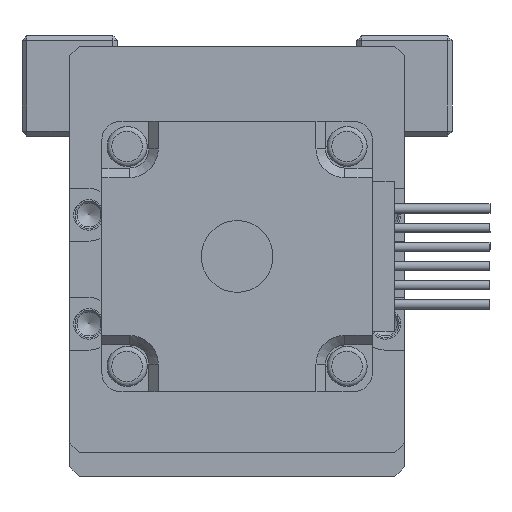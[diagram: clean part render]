
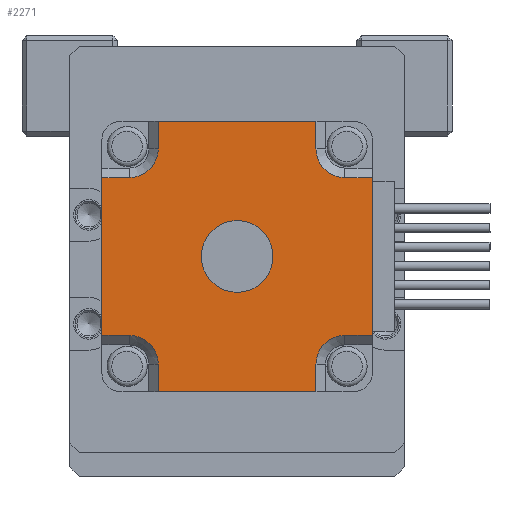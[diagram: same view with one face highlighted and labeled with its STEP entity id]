
A CAD part, left-side view. The second image highlights one B-rep face of the part: STEP entity #2271.
In plain terms, the highlighted face is planar.
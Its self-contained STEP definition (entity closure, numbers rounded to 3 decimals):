
#2271 = ADVANCED_FACE( '', ( #4897, #4898 ), #4899, .T. );
#4897 = FACE_OUTER_BOUND( '', #7653, .T. );
#4898 = FACE_BOUND( '', #7654, .T. );
#4899 = PLANE( '', #7655 );
#7653 = EDGE_LOOP( '', ( #12930, #12931, #12932, #12933, #12934, #12935, #12936, #12937, #12938, #12939, #12940, #12941, #12942, #12943, #12944, #12945 ) );
#7654 = EDGE_LOOP( '', ( #12946 ) );
#7655 = AXIS2_PLACEMENT_3D( '', #12947, #12948, #12949 );
#12930 = ORIENTED_EDGE( '', *, *, #15204, .F. );
#12931 = ORIENTED_EDGE( '', *, *, #16099, .T. );
#12932 = ORIENTED_EDGE( '', *, *, #16100, .F. );
#12933 = ORIENTED_EDGE( '', *, *, #14918, .F. );
#12934 = ORIENTED_EDGE( '', *, *, #15009, .F. );
#12935 = ORIENTED_EDGE( '', *, *, #15344, .T. );
#12936 = ORIENTED_EDGE( '', *, *, #15390, .F. );
#12937 = ORIENTED_EDGE( '', *, *, #15885, .F. );
#12938 = ORIENTED_EDGE( '', *, *, #16101, .F. );
#12939 = ORIENTED_EDGE( '', *, *, #15989, .T. );
#12940 = ORIENTED_EDGE( '', *, *, #15594, .F. );
#12941 = ORIENTED_EDGE( '', *, *, #15847, .F. );
#12942 = ORIENTED_EDGE( '', *, *, #15791, .F. );
#12943 = ORIENTED_EDGE( '', *, *, #15636, .T. );
#12944 = ORIENTED_EDGE( '', *, *, #16102, .F. );
#12945 = ORIENTED_EDGE( '', *, *, #14412, .F. );
#12946 = ORIENTED_EDGE( '', *, *, #15680, .T. );
#12947 = CARTESIAN_POINT( '', ( 0., -50., 0. ) );
#12948 = DIRECTION( '', ( 0., -1., 0. ) );
#12949 = DIRECTION( '', ( 0., 0., -1. ) );
#14412 = EDGE_CURVE( '', #16942, #16944, #16945, .T. );
#14918 = EDGE_CURVE( '', #17749, #17751, #17752, .T. );
#15009 = EDGE_CURVE( '', #17896, #17749, #17898, .T. );
#15204 = EDGE_CURVE( '', #18189, #16942, #18191, .T. );
#15344 = EDGE_CURVE( '', #17896, #18390, #18392, .T. );
#15390 = EDGE_CURVE( '', #18448, #18390, #18450, .T. );
#15594 = EDGE_CURVE( '', #18735, #18733, #18737, .T. );
#15636 = EDGE_CURVE( '', #18793, #18791, #18794, .T. );
#15680 = EDGE_CURVE( '', #18855, #18855, #18856, .T. );
#15791 = EDGE_CURVE( '', #18793, #19006, #19007, .T. );
#15847 = EDGE_CURVE( '', #19006, #18735, #19078, .T. );
#15885 = EDGE_CURVE( '', #19126, #18448, #19128, .T. );
#15989 = EDGE_CURVE( '', #19262, #18733, #19263, .T. );
#16099 = EDGE_CURVE( '', #18189, #19391, #19392, .T. );
#16100 = EDGE_CURVE( '', #17751, #19391, #19393, .T. );
#16101 = EDGE_CURVE( '', #19262, #19126, #19394, .T. );
#16102 = EDGE_CURVE( '', #16944, #18791, #19395, .T. );
#16942 = VERTEX_POINT( '', #20342 );
#16944 = VERTEX_POINT( '', #20345 );
#16945 = CIRCLE( '', #20346, 3. );
#17749 = VERTEX_POINT( '', #21388 );
#17751 = VERTEX_POINT( '', #21391 );
#17752 = CIRCLE( '', #21392, 3. );
#17896 = VERTEX_POINT( '', #21576 );
#17898 = LINE( '', #21579, #21580 );
#18189 = VERTEX_POINT( '', #21951 );
#18191 = LINE( '', #21954, #21955 );
#18390 = VERTEX_POINT( '', #22208 );
#18392 = LINE( '', #22211, #22212 );
#18448 = VERTEX_POINT( '', #22289 );
#18450 = LINE( '', #22292, #22293 );
#18733 = VERTEX_POINT( '', #22649 );
#18735 = VERTEX_POINT( '', #22652 );
#18737 = LINE( '', #22655, #22656 );
#18791 = VERTEX_POINT( '', #22723 );
#18793 = VERTEX_POINT( '', #22726 );
#18794 = LINE( '', #22727, #22728 );
#18855 = VERTEX_POINT( '', #22802 );
#18856 = CIRCLE( '', #22803, 3.75 );
#19006 = VERTEX_POINT( '', #23000 );
#19007 = LINE( '', #23001, #23002 );
#19078 = CIRCLE( '', #23089, 3. );
#19126 = VERTEX_POINT( '', #23152 );
#19128 = CIRCLE( '', #23155, 3. );
#19262 = VERTEX_POINT( '', #23312 );
#19263 = LINE( '', #23313, #23314 );
#19391 = VERTEX_POINT( '', #23470 );
#19392 = LINE( '', #23471, #23472 );
#19393 = LINE( '', #23473, #23474 );
#19394 = LINE( '', #23475, #23476 );
#19395 = LINE( '', #23477, #23478 );
#20342 = CARTESIAN_POINT( '', ( -11.25, -50., 8.25 ) );
#20345 = CARTESIAN_POINT( '', ( -8.25, -50., 11.25 ) );
#20346 = AXIS2_PLACEMENT_3D( '', #24238, #24239, #24240 );
#21388 = CARTESIAN_POINT( '', ( -8.25, -50., -11.25 ) );
#21391 = CARTESIAN_POINT( '', ( -11.25, -50., -8.25 ) );
#21392 = AXIS2_PLACEMENT_3D( '', #24876, #24877, #24878 );
#21576 = CARTESIAN_POINT( '', ( -8.25, -50., -14.15 ) );
#21579 = CARTESIAN_POINT( '', ( -8.25, -50., -5.625 ) );
#21580 = VECTOR( '', #24995, 1000. );
#21951 = CARTESIAN_POINT( '', ( -14.15, -50., 8.25 ) );
#21954 = CARTESIAN_POINT( '', ( -5.625, -50., 8.25 ) );
#21955 = VECTOR( '', #25245, 1000. );
#22208 = CARTESIAN_POINT( '', ( 8.25, -50., -14.15 ) );
#22211 = CARTESIAN_POINT( '', ( 12.15, -50., -14.15 ) );
#22212 = VECTOR( '', #25415, 1000. );
#22289 = CARTESIAN_POINT( '', ( 8.25, -50., -11.25 ) );
#22292 = CARTESIAN_POINT( '', ( 8.25, -50., -9.064 ) );
#22293 = VECTOR( '', #25459, 1000. );
#22649 = CARTESIAN_POINT( '', ( 14.15, -50., 8.25 ) );
#22652 = CARTESIAN_POINT( '', ( 11.25, -50., 8.25 ) );
#22655 = CARTESIAN_POINT( '', ( 9.064, -50., 8.25 ) );
#22656 = VECTOR( '', #25703, 1000. );
#22723 = CARTESIAN_POINT( '', ( -8.25, -50., 14.15 ) );
#22726 = CARTESIAN_POINT( '', ( 8.25, -50., 14.15 ) );
#22727 = CARTESIAN_POINT( '', ( -12.15, -50., 14.15 ) );
#22728 = VECTOR( '', #25754, 1000. );
#22802 = CARTESIAN_POINT( '', ( -3.75, -50., 0. ) );
#22803 = AXIS2_PLACEMENT_3D( '', #25807, #25808, #25809 );
#23000 = CARTESIAN_POINT( '', ( 8.25, -50., 11.25 ) );
#23001 = CARTESIAN_POINT( '', ( 8.25, -50., 5.625 ) );
#23002 = VECTOR( '', #25935, 1000. );
#23089 = AXIS2_PLACEMENT_3D( '', #26006, #26007, #26008 );
#23152 = CARTESIAN_POINT( '', ( 11.25, -50., -8.25 ) );
#23155 = AXIS2_PLACEMENT_3D( '', #26052, #26053, #26054 );
#23312 = CARTESIAN_POINT( '', ( 14.15, -50., -8.25 ) );
#23313 = CARTESIAN_POINT( '', ( 14.15, -50., 12.15 ) );
#23314 = VECTOR( '', #26165, 1000. );
#23470 = CARTESIAN_POINT( '', ( -14.15, -50., -8.25 ) );
#23471 = CARTESIAN_POINT( '', ( -14.15, -50., -12.15 ) );
#23472 = VECTOR( '', #26266, 1000. );
#23473 = CARTESIAN_POINT( '', ( -9.064, -50., -8.25 ) );
#23474 = VECTOR( '', #26267, 1000. );
#23475 = CARTESIAN_POINT( '', ( 5.625, -50., -8.25 ) );
#23476 = VECTOR( '', #26268, 1000. );
#23477 = CARTESIAN_POINT( '', ( -8.25, -50., 9.064 ) );
#23478 = VECTOR( '', #26269, 1000. );
#24238 = CARTESIAN_POINT( '', ( -11.25, -50., 11.25 ) );
#24239 = DIRECTION( '', ( 0., -1., 0. ) );
#24240 = DIRECTION( '', ( 0., 0., -1. ) );
#24876 = CARTESIAN_POINT( '', ( -11.25, -50., -11.25 ) );
#24877 = DIRECTION( '', ( 0., -1., 0. ) );
#24878 = DIRECTION( '', ( 1., 0., 0. ) );
#24995 = DIRECTION( '', ( 0., 0., 1. ) );
#25245 = DIRECTION( '', ( 1., 0., 0. ) );
#25415 = DIRECTION( '', ( 1., 0., 0. ) );
#25459 = DIRECTION( '', ( 0., 0., -1. ) );
#25703 = DIRECTION( '', ( 1., 0., 0. ) );
#25754 = DIRECTION( '', ( -1., 0., 0. ) );
#25807 = CARTESIAN_POINT( '', ( 0., -50., 0. ) );
#25808 = DIRECTION( '', ( 0., 1., 0. ) );
#25809 = DIRECTION( '', ( -1., 0., 0. ) );
#25935 = DIRECTION( '', ( 0., 0., -1. ) );
#26006 = CARTESIAN_POINT( '', ( 11.25, -50., 11.25 ) );
#26007 = DIRECTION( '', ( 0., -1., 0. ) );
#26008 = DIRECTION( '', ( -1., 0., 0. ) );
#26052 = CARTESIAN_POINT( '', ( 11.25, -50., -11.25 ) );
#26053 = DIRECTION( '', ( 0., -1., 0. ) );
#26054 = DIRECTION( '', ( 0., 0., 1. ) );
#26165 = DIRECTION( '', ( 0., 0., 1. ) );
#26266 = DIRECTION( '', ( 0., 0., -1. ) );
#26267 = DIRECTION( '', ( -1., 0., 0. ) );
#26268 = DIRECTION( '', ( -1., 0., 0. ) );
#26269 = DIRECTION( '', ( 0., 0., 1. ) );
